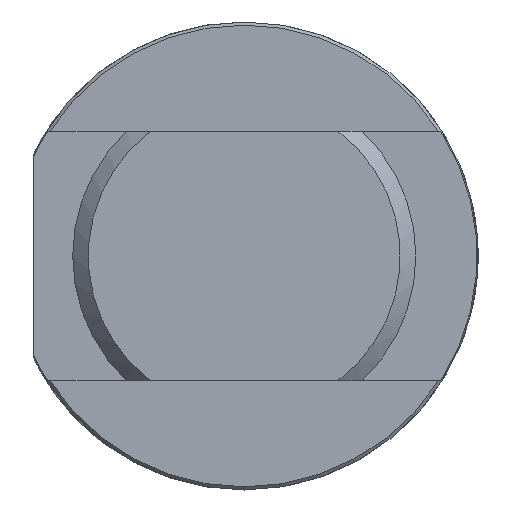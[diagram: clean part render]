
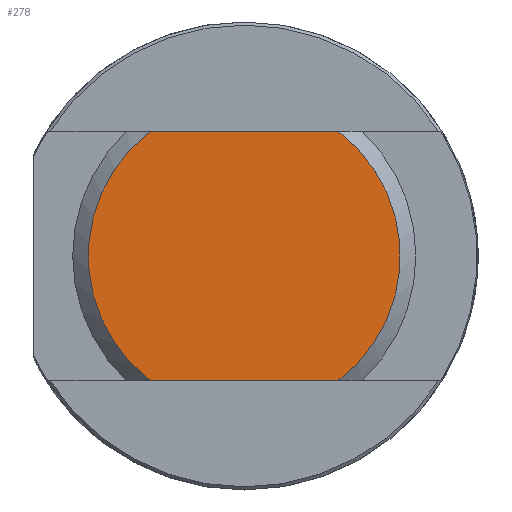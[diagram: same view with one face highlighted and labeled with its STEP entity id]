
A CAD part, left-side view. The second image highlights one B-rep face of the part: STEP entity #278.
In plain terms, the highlighted planar face has unit normal (-1, 0, 0).
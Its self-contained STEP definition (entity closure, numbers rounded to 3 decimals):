
#80 = AXIS2_PLACEMENT_3D ( 'NONE', #1314, #1320, #1321 ) ;
#97 = AXIS2_PLACEMENT_3D ( 'NONE', #3324, #3325, #3326 ) ;
#278 = ADVANCED_FACE ( 'NONE', ( #3923 ), #2814, .F. ) ;
#416 = EDGE_CURVE ( 'NONE', #2549, #2550, #4234, .T. ) ;
#422 = EDGE_CURVE ( 'NONE', #2549, #2617, #4239, .T. ) ;
#440 = EDGE_CURVE ( 'NONE', #2619, #2550, #4261, .T. ) ;
#650 = AXIS2_PLACEMENT_3D ( 'NONE', #2813, #2816, #2817 ) ;
#695 = EDGE_CURVE ( 'NONE', #2619, #2617, #4549, .T. ) ;
#1297 = ORIENTED_EDGE ( 'NONE', *, *, #440, .F. ) ;
#1314 = CARTESIAN_POINT ( 'NONE',  ( 0., 0., 0. ) ) ;
#1320 = DIRECTION ( 'NONE',  ( -1., 0., 0. ) ) ;
#1321 = DIRECTION ( 'NONE',  ( 0., 0., -1. ) ) ;
#1370 = ORIENTED_EDGE ( 'NONE', *, *, #695, .T. ) ;
#1777 = CARTESIAN_POINT ( 'NONE',  ( 0., 6., 8. ) ) ;
#1779 = CARTESIAN_POINT ( 'NONE',  ( 0., 6., -8. ) ) ;
#1894 = CARTESIAN_POINT ( 'NONE',  ( 0., -6., 8. ) ) ;
#1898 = CARTESIAN_POINT ( 'NONE',  ( 0., -6., -8. ) ) ;
#1928 = EDGE_LOOP ( 'NONE', ( #1981, #1297, #1370, #2360 ) ) ;
#1981 = ORIENTED_EDGE ( 'NONE', *, *, #416, .T. ) ;
#2360 = ORIENTED_EDGE ( 'NONE', *, *, #422, .F. ) ;
#2549 = VERTEX_POINT ( 'NONE', #1777 ) ;
#2550 = VERTEX_POINT ( 'NONE', #1779 ) ;
#2617 = VERTEX_POINT ( 'NONE', #1894 ) ;
#2619 = VERTEX_POINT ( 'NONE', #1898 ) ;
#2813 = CARTESIAN_POINT ( 'NONE',  ( 0., 0., 0. ) ) ;
#2814 = PLANE ( 'NONE',  #650 ) ;
#2816 = DIRECTION ( 'NONE',  ( 1., 0., 0. ) ) ;
#2817 = DIRECTION ( 'NONE',  ( 0., 0., -1. ) ) ;
#3322 = CARTESIAN_POINT ( 'NONE',  ( 0., 12.75, 8. ) ) ;
#3324 = CARTESIAN_POINT ( 'NONE',  ( 0., 0., 0. ) ) ;
#3325 = DIRECTION ( 'NONE',  ( -1., 0., 0. ) ) ;
#3326 = DIRECTION ( 'NONE',  ( 0., 0., -1. ) ) ;
#3343 = DIRECTION ( 'NONE',  ( 0., -1., 0. ) ) ;
#3426 = CARTESIAN_POINT ( 'NONE',  ( 0., 12.75, -8. ) ) ;
#3429 = DIRECTION ( 'NONE',  ( 0., 1., 0. ) ) ;
#3923 = FACE_OUTER_BOUND ( 'NONE', #1928, .T. ) ;
#4232 = VECTOR ( 'NONE', #3343, 1000. ) ;
#4234 = CIRCLE ( 'NONE', #97, 10. ) ;
#4239 = LINE ( 'NONE', #3322, #4232 ) ;
#4261 = LINE ( 'NONE', #3426, #4264 ) ;
#4264 = VECTOR ( 'NONE', #3429, 1000. ) ;
#4549 = CIRCLE ( 'NONE', #80, 10. ) ;
